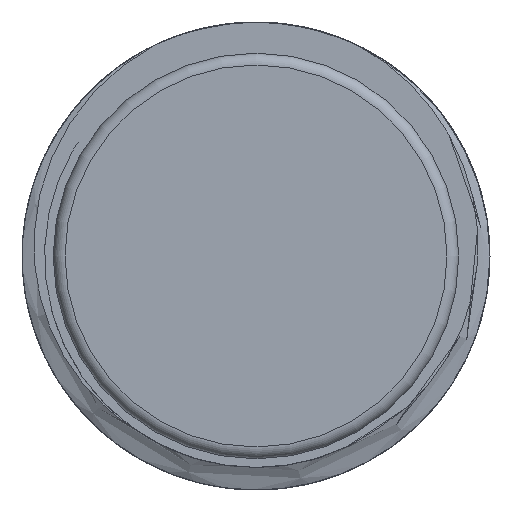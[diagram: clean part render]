
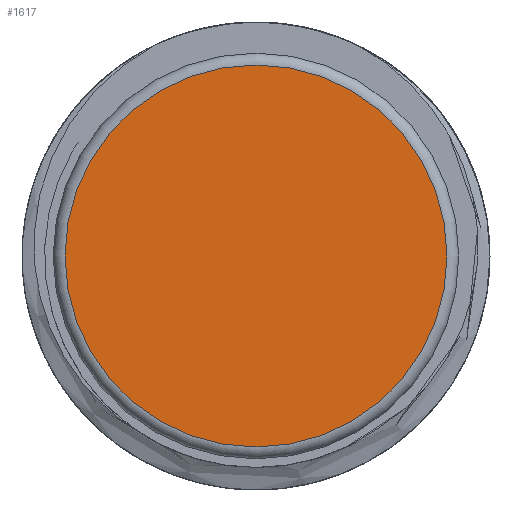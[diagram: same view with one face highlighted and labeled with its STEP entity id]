
A CAD part, front view. The second image highlights one B-rep face of the part: STEP entity #1617.
In plain terms, the highlighted planar face has unit normal (0, -1, 0).
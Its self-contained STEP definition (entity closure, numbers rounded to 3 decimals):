
#186=PLANE('',#1736);
#437=FACE_OUTER_BOUND('',#534,.T.);
#534=EDGE_LOOP('',(#1099));
#632=CIRCLE('',#1732,4.85);
#655=VERTEX_POINT('',#2166);
#829=EDGE_CURVE('',#655,#655,#632,.T.);
#1099=ORIENTED_EDGE('',*,*,#829,.F.);
#1617=ADVANCED_FACE('',(#437),#186,.F.);
#1732=AXIS2_PLACEMENT_3D('',#2168,#1854,#1855);
#1736=AXIS2_PLACEMENT_3D('',#2174,#1863,#1864);
#1854=DIRECTION('center_axis',(0.,1.,0.));
#1855=DIRECTION('ref_axis',(1.,0.,0.));
#1863=DIRECTION('center_axis',(0.,1.,0.));
#1864=DIRECTION('ref_axis',(1.,0.,0.));
#2166=CARTESIAN_POINT('',(0.,0.,-4.85));
#2168=CARTESIAN_POINT('Origin',(0.,0.,0.));
#2174=CARTESIAN_POINT('Origin',(0.,0.,0.));
